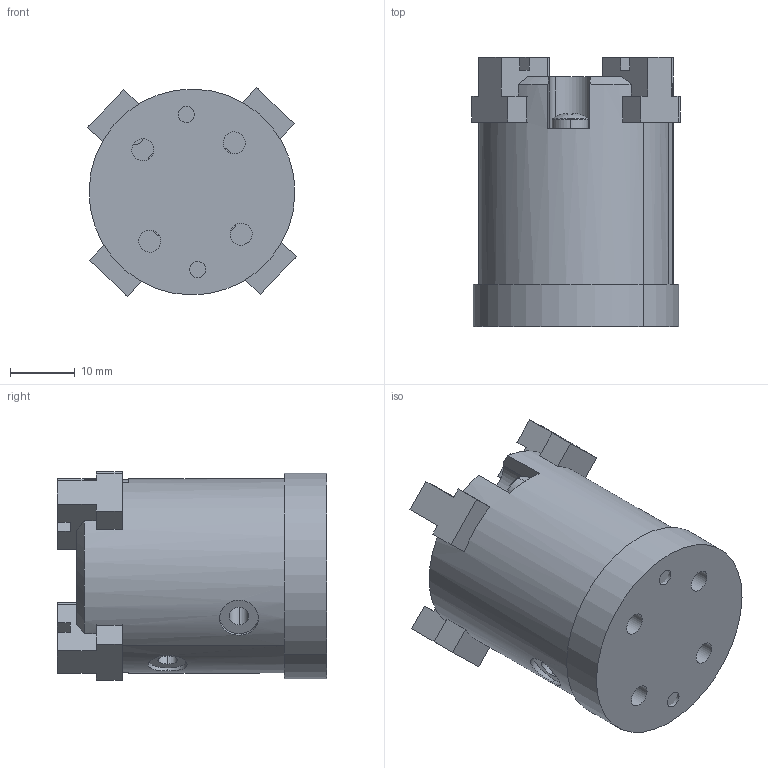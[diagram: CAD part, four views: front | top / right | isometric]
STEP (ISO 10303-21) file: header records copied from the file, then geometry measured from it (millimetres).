
FILE_DESCRIPTION (( 'STEP AP203' ), '1' );
FILE_NAME ('4 Finger.STEP', '2022-07-16T12:47:15', ( '' ), ( '' ), 'SwSTEP 2.0', 'SolidWorks 2020', '' );
FILE_SCHEMA (( 'CONFIG_CONTROL_DESIGN' ));
Length unit declared in the file: millimetre
Products named in the file (4): 4 finger Bracket; pan head cross recess screw_din_DIN EN ISO 7045 - M3 x 30 - Z - 25N; MHS4-16D; 4 Finger
Assembly tree (4 placements, depth 2):
  4 Finger
    MHS4-16D
    4 finger Bracket
    pan head cross recess screw_din_DIN EN ISO 7045 - M3 x 30 - Z - 25N  x2
Bounding box: 32.13 x 41.5 x 32.13 mm (x, y, z)
Volume: 25468 mm3; surface area: 12240.6 mm2
Topology: 8 solids, 8 shells, 286 faces, 709 edges, 454 vertices
Faces by surface type: plane 165, cylinder 71, cone 38, torus 8, sphere 4
Entity records: 7879 total; most frequent: CARTESIAN_POINT 1491, DIRECTION 1280, ORIENTED_EDGE 1210, EDGE_CURVE 605, AXIS2_PLACEMENT_3D 463, VERTEX_POINT 394, VECTOR 354, LINE 354
